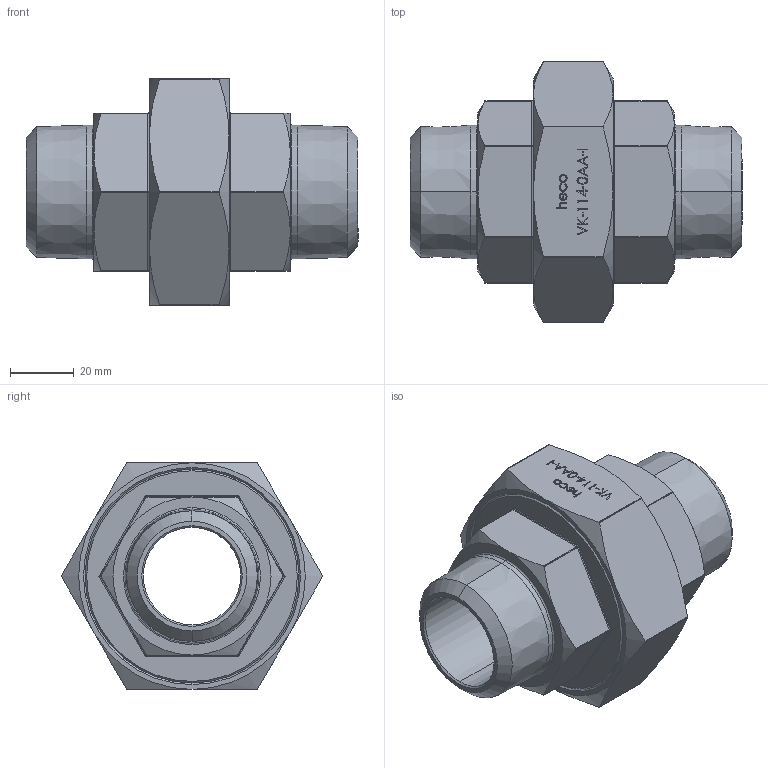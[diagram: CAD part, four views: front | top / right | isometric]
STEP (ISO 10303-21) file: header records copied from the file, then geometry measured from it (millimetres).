
FILE_DESCRIPTION (( 'STEP AP214' ), '1' );
FILE_NAME ('heco_VK-114-0AA-I.STEP', '2016-09-21T07:33:05', ( '' ), ( '' ), 'SwSTEP 2.0', 'SolidWorks 2016', '' );
FILE_SCHEMA (( 'AUTOMOTIVE_DESIGN' ));
Length unit declared in the file: millimetre
Products named in the file (1): heco_VK-114-0AA-I
Bounding box: 104 x 81.89 x 71.05 mm (x, y, z)
Volume: 153833 mm3; surface area: 34918.5 mm2
Topology: 1 solids, 1 shells, 324 faces, 804 edges, 500 vertices
Faces by surface type: plane 144, cylinder 76, bspline 56, cone 42, torus 6
Entity records: 13840 total; most frequent: CARTESIAN_POINT 5141, ORIENTED_EDGE 1584, DIRECTION 1160, EDGE_CURVE 792, VERTEX_POINT 500, VECTOR 450, LINE 450, EDGE_LOOP 356
